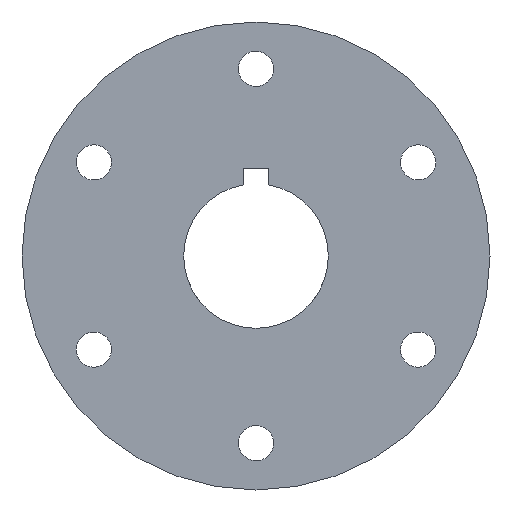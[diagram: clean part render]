
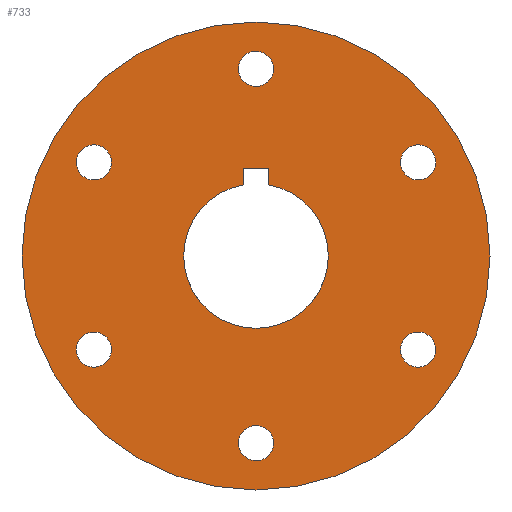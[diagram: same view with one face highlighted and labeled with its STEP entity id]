
A CAD part, left-side view. The second image highlights one B-rep face of the part: STEP entity #733.
In plain terms, the highlighted planar face has unit normal (-1, 0, 0).
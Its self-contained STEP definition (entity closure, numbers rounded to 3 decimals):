
#63=CARTESIAN_POINT('Vertex',(0.,-1.814,-22.991)) ;
#77=CARTESIAN_POINT('Vertex',(0.,1.814,-21.009)) ;
#80=CARTESIAN_POINT('Axis2P3D Location',(0.,0.,-22.)) ;
#97=CARTESIAN_POINT('Axis2P3D Location',(0.,0.,-22.)) ;
#127=CARTESIAN_POINT('Vertex',(0.,27.5,0.)) ;
#130=CARTESIAN_POINT('Axis2P3D Location',(0.,0.,0.)) ;
#134=CARTESIAN_POINT('Vertex',(0.,-27.5,0.)) ;
#154=CARTESIAN_POINT('Axis2P3D Location',(0.,0.,0.)) ;
#177=CARTESIAN_POINT('Vertex',(0.,-1.5,8.367)) ;
#191=CARTESIAN_POINT('Vertex',(0.,-8.5,0.)) ;
#194=CARTESIAN_POINT('Axis2P3D Location',(0.,0.,0.)) ;
#217=CARTESIAN_POINT('Vertex',(0.,8.5,0.)) ;
#220=CARTESIAN_POINT('Axis2P3D Location',(0.,0.,0.)) ;
#238=CARTESIAN_POINT('Vertex',(0.,1.5,8.367)) ;
#241=CARTESIAN_POINT('Axis2P3D Location',(0.,0.,0.)) ;
#424=CARTESIAN_POINT('Vertex',(0.,-1.5,10.3)) ;
#427=CARTESIAN_POINT('Line Origine',(0.,0.,10.3)) ;
#431=CARTESIAN_POINT('Vertex',(0.,1.5,10.3)) ;
#457=CARTESIAN_POINT('Vertex',(0.,-19.004,13.066)) ;
#471=CARTESIAN_POINT('Vertex',(0.,-19.101,8.934)) ;
#474=CARTESIAN_POINT('Axis2P3D Location',(0.,-19.053,11.)) ;
#491=CARTESIAN_POINT('Axis2P3D Location',(0.,-19.053,11.)) ;
#514=CARTESIAN_POINT('Vertex',(0.,20.818,9.925)) ;
#528=CARTESIAN_POINT('Vertex',(0.,17.287,12.075)) ;
#531=CARTESIAN_POINT('Axis2P3D Location',(0.,19.053,11.)) ;
#548=CARTESIAN_POINT('Axis2P3D Location',(0.,19.053,11.)) ;
#640=CARTESIAN_POINT('Axis2P3D Location',(0.,0.,0.)) ;
#649=CARTESIAN_POINT('Axis2P3D Location',(0.,19.053,-11.)) ;
#653=CARTESIAN_POINT('Vertex',(0.,19.004,-13.066)) ;
#655=CARTESIAN_POINT('Vertex',(0.,19.101,-8.934)) ;
#658=CARTESIAN_POINT('Axis2P3D Location',(0.,19.053,-11.)) ;
#671=CARTESIAN_POINT('Line Origine',(0.,1.5,9.333)) ;
#676=CARTESIAN_POINT('Line Origine',(0.,-1.5,9.333)) ;
#697=CARTESIAN_POINT('Axis2P3D Location',(0.,0.,22.)) ;
#701=CARTESIAN_POINT('Vertex',(0.,1.814,22.991)) ;
#703=CARTESIAN_POINT('Vertex',(0.,-1.814,21.009)) ;
#706=CARTESIAN_POINT('Axis2P3D Location',(0.,0.,22.)) ;
#715=CARTESIAN_POINT('Axis2P3D Location',(0.,-19.053,-11.)) ;
#719=CARTESIAN_POINT('Vertex',(0.,-20.818,-9.925)) ;
#721=CARTESIAN_POINT('Vertex',(0.,-17.287,-12.075)) ;
#724=CARTESIAN_POINT('Axis2P3D Location',(0.,-19.053,-11.)) ;
#81=DIRECTION('Axis2P3D Direction',(1.,0.,-0.)) ;
#98=DIRECTION('Axis2P3D Direction',(1.,0.,-0.)) ;
#131=DIRECTION('Axis2P3D Direction',(-1.,-0.,0.)) ;
#155=DIRECTION('Axis2P3D Direction',(-1.,-0.,0.)) ;
#195=DIRECTION('Axis2P3D Direction',(1.,0.,0.)) ;
#221=DIRECTION('Axis2P3D Direction',(1.,0.,0.)) ;
#242=DIRECTION('Axis2P3D Direction',(1.,0.,0.)) ;
#428=DIRECTION('Vector Direction',(0.,1.,0.)) ;
#475=DIRECTION('Axis2P3D Direction',(1.,0.,0.)) ;
#492=DIRECTION('Axis2P3D Direction',(1.,0.,0.)) ;
#532=DIRECTION('Axis2P3D Direction',(1.,0.,0.)) ;
#549=DIRECTION('Axis2P3D Direction',(1.,0.,0.)) ;
#641=DIRECTION('Axis2P3D Direction',(1.,0.,0.)) ;
#642=DIRECTION('Axis2P3D XDirection',(0.,1.,0.)) ;
#650=DIRECTION('Axis2P3D Direction',(1.,0.,0.)) ;
#659=DIRECTION('Axis2P3D Direction',(1.,0.,0.)) ;
#672=DIRECTION('Vector Direction',(0.,0.,1.)) ;
#677=DIRECTION('Vector Direction',(0.,0.,-1.)) ;
#698=DIRECTION('Axis2P3D Direction',(1.,0.,0.)) ;
#707=DIRECTION('Axis2P3D Direction',(1.,0.,0.)) ;
#716=DIRECTION('Axis2P3D Direction',(1.,0.,0.)) ;
#725=DIRECTION('Axis2P3D Direction',(1.,0.,0.)) ;
#82=AXIS2_PLACEMENT_3D('Circle Axis2P3D',#80,#81,$) ;
#99=AXIS2_PLACEMENT_3D('Circle Axis2P3D',#97,#98,$) ;
#132=AXIS2_PLACEMENT_3D('Circle Axis2P3D',#130,#131,$) ;
#156=AXIS2_PLACEMENT_3D('Circle Axis2P3D',#154,#155,$) ;
#196=AXIS2_PLACEMENT_3D('Circle Axis2P3D',#194,#195,$) ;
#222=AXIS2_PLACEMENT_3D('Circle Axis2P3D',#220,#221,$) ;
#243=AXIS2_PLACEMENT_3D('Circle Axis2P3D',#241,#242,$) ;
#476=AXIS2_PLACEMENT_3D('Circle Axis2P3D',#474,#475,$) ;
#493=AXIS2_PLACEMENT_3D('Circle Axis2P3D',#491,#492,$) ;
#533=AXIS2_PLACEMENT_3D('Circle Axis2P3D',#531,#532,$) ;
#550=AXIS2_PLACEMENT_3D('Circle Axis2P3D',#548,#549,$) ;
#643=AXIS2_PLACEMENT_3D('Plane Axis2P3D',#640,#641,#642) ;
#651=AXIS2_PLACEMENT_3D('Circle Axis2P3D',#649,#650,$) ;
#660=AXIS2_PLACEMENT_3D('Circle Axis2P3D',#658,#659,$) ;
#699=AXIS2_PLACEMENT_3D('Circle Axis2P3D',#697,#698,$) ;
#708=AXIS2_PLACEMENT_3D('Circle Axis2P3D',#706,#707,$) ;
#717=AXIS2_PLACEMENT_3D('Circle Axis2P3D',#715,#716,$) ;
#726=AXIS2_PLACEMENT_3D('Circle Axis2P3D',#724,#725,$) ;
#646=ORIENTED_EDGE('',*,*,#136,.T.) ;
#647=ORIENTED_EDGE('',*,*,#158,.T.) ;
#664=ORIENTED_EDGE('',*,*,#657,.T.) ;
#665=ORIENTED_EDGE('',*,*,#662,.T.) ;
#668=ORIENTED_EDGE('',*,*,#84,.T.) ;
#669=ORIENTED_EDGE('',*,*,#101,.T.) ;
#682=ORIENTED_EDGE('',*,*,#675,.T.) ;
#683=ORIENTED_EDGE('',*,*,#433,.F.) ;
#684=ORIENTED_EDGE('',*,*,#680,.T.) ;
#685=ORIENTED_EDGE('',*,*,#198,.T.) ;
#686=ORIENTED_EDGE('',*,*,#224,.T.) ;
#687=ORIENTED_EDGE('',*,*,#245,.T.) ;
#690=ORIENTED_EDGE('',*,*,#535,.T.) ;
#691=ORIENTED_EDGE('',*,*,#552,.T.) ;
#694=ORIENTED_EDGE('',*,*,#478,.T.) ;
#695=ORIENTED_EDGE('',*,*,#495,.T.) ;
#712=ORIENTED_EDGE('',*,*,#705,.T.) ;
#713=ORIENTED_EDGE('',*,*,#710,.T.) ;
#730=ORIENTED_EDGE('',*,*,#723,.T.) ;
#731=ORIENTED_EDGE('',*,*,#728,.T.) ;
#666=FACE_BOUND('',#663,.T.) ;
#670=FACE_BOUND('',#667,.T.) ;
#688=FACE_BOUND('',#681,.T.) ;
#692=FACE_BOUND('',#689,.T.) ;
#696=FACE_BOUND('',#693,.T.) ;
#714=FACE_BOUND('',#711,.T.) ;
#732=FACE_BOUND('',#729,.T.) ;
#429=VECTOR('Line Direction',#428,1.) ;
#673=VECTOR('Line Direction',#672,1.) ;
#678=VECTOR('Line Direction',#677,1.) ;
#733=ADVANCED_FACE('Corps principal',(#648,#666,#670,#688,#692,#696,#714,#732),#644,.F.) ;
#83=CIRCLE('generated circle',#82,2.067) ;
#100=CIRCLE('generated circle',#99,2.067) ;
#133=CIRCLE('generated circle',#132,27.5) ;
#157=CIRCLE('generated circle',#156,27.5) ;
#197=CIRCLE('generated circle',#196,8.5) ;
#223=CIRCLE('generated circle',#222,8.5) ;
#244=CIRCLE('generated circle',#243,8.5) ;
#477=CIRCLE('generated circle',#476,2.067) ;
#494=CIRCLE('generated circle',#493,2.067) ;
#534=CIRCLE('generated circle',#533,2.067) ;
#551=CIRCLE('generated circle',#550,2.067) ;
#652=CIRCLE('generated circle',#651,2.067) ;
#661=CIRCLE('generated circle',#660,2.067) ;
#700=CIRCLE('generated circle',#699,2.067) ;
#709=CIRCLE('generated circle',#708,2.067) ;
#718=CIRCLE('generated circle',#717,2.067) ;
#727=CIRCLE('generated circle',#726,2.067) ;
#84=EDGE_CURVE('',#64,#78,#83,.T.) ;
#101=EDGE_CURVE('',#78,#64,#100,.T.) ;
#136=EDGE_CURVE('',#135,#128,#133,.T.) ;
#158=EDGE_CURVE('',#128,#135,#157,.T.) ;
#198=EDGE_CURVE('',#178,#192,#197,.T.) ;
#224=EDGE_CURVE('',#192,#218,#223,.T.) ;
#245=EDGE_CURVE('',#218,#239,#244,.T.) ;
#433=EDGE_CURVE('',#425,#432,#430,.T.) ;
#478=EDGE_CURVE('',#458,#472,#477,.T.) ;
#495=EDGE_CURVE('',#472,#458,#494,.T.) ;
#535=EDGE_CURVE('',#515,#529,#534,.T.) ;
#552=EDGE_CURVE('',#529,#515,#551,.T.) ;
#657=EDGE_CURVE('',#654,#656,#652,.T.) ;
#662=EDGE_CURVE('',#656,#654,#661,.T.) ;
#675=EDGE_CURVE('',#239,#432,#674,.T.) ;
#680=EDGE_CURVE('',#425,#178,#679,.T.) ;
#705=EDGE_CURVE('',#702,#704,#700,.T.) ;
#710=EDGE_CURVE('',#704,#702,#709,.T.) ;
#723=EDGE_CURVE('',#720,#722,#718,.T.) ;
#728=EDGE_CURVE('',#722,#720,#727,.T.) ;
#645=EDGE_LOOP('',(#646,#647)) ;
#663=EDGE_LOOP('',(#664,#665)) ;
#667=EDGE_LOOP('',(#668,#669)) ;
#681=EDGE_LOOP('',(#682,#683,#684,#685,#686,#687)) ;
#689=EDGE_LOOP('',(#690,#691)) ;
#693=EDGE_LOOP('',(#694,#695)) ;
#711=EDGE_LOOP('',(#712,#713)) ;
#729=EDGE_LOOP('',(#730,#731)) ;
#648=FACE_OUTER_BOUND('',#645,.T.) ;
#430=LINE('Line',#427,#429) ;
#674=LINE('Line',#671,#673) ;
#679=LINE('Line',#676,#678) ;
#644=PLANE('Plane',#643) ;
#64=VERTEX_POINT('',#63) ;
#78=VERTEX_POINT('',#77) ;
#128=VERTEX_POINT('',#127) ;
#135=VERTEX_POINT('',#134) ;
#178=VERTEX_POINT('',#177) ;
#192=VERTEX_POINT('',#191) ;
#218=VERTEX_POINT('',#217) ;
#239=VERTEX_POINT('',#238) ;
#425=VERTEX_POINT('',#424) ;
#432=VERTEX_POINT('',#431) ;
#458=VERTEX_POINT('',#457) ;
#472=VERTEX_POINT('',#471) ;
#515=VERTEX_POINT('',#514) ;
#529=VERTEX_POINT('',#528) ;
#654=VERTEX_POINT('',#653) ;
#656=VERTEX_POINT('',#655) ;
#702=VERTEX_POINT('',#701) ;
#704=VERTEX_POINT('',#703) ;
#720=VERTEX_POINT('',#719) ;
#722=VERTEX_POINT('',#721) ;
